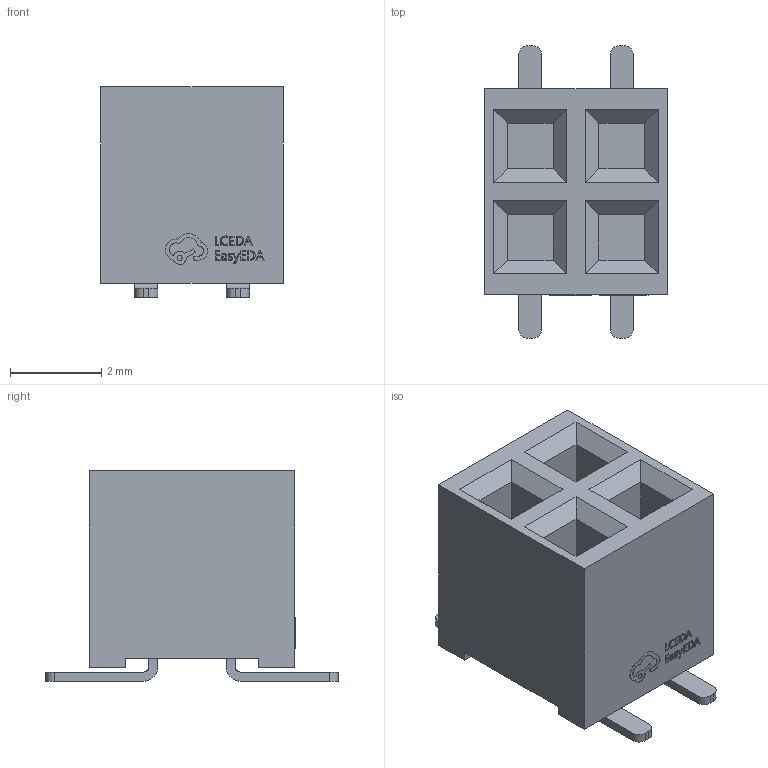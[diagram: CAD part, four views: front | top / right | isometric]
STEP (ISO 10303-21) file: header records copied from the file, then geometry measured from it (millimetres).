
FILE_DESCRIPTION (( 'STEP AP214' ), '1' );
FILE_NAME ('HDR-SMD_4P-P2.00-V-F-R2-C2-LS6.4.step', '2022-07-02T10:58:21', ( '' ), ( '' ), 'SwSTEP 2.0', 'SolidWorks 2020', '' );
FILE_SCHEMA (( 'AUTOMOTIVE_DESIGN' ));
Length unit declared in the file: millimetre
Products named in the file (1): HDR-SMD_4P-P2.00-V-F-R2-C2-LS6.4
Bounding box: 4 x 6.4 x 4.6 mm (x, y, z)
Volume: 63.3 mm3; surface area: 170.2 mm2
Topology: 1 solids, 1 shells, 373 faces, 995 edges, 658 vertices
Faces by surface type: plane 245, bspline 112, cylinder 16
Entity records: 16822 total; most frequent: CARTESIAN_POINT 4131, ORIENTED_EDGE 1990, DIRECTION 1323, EDGE_CURVE 995, LINE 735, VECTOR 735, VERTEX_POINT 658, EDGE_LOOP 407
